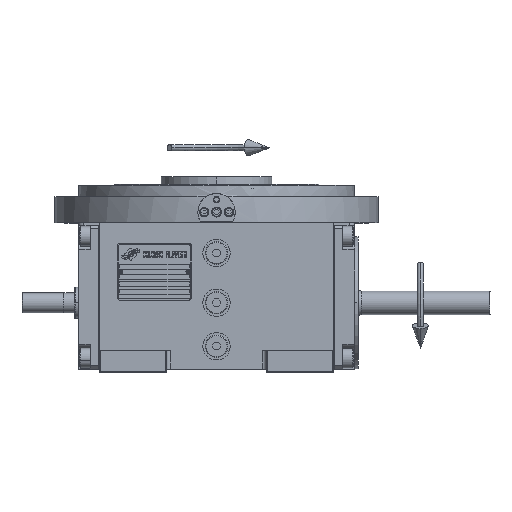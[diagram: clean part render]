
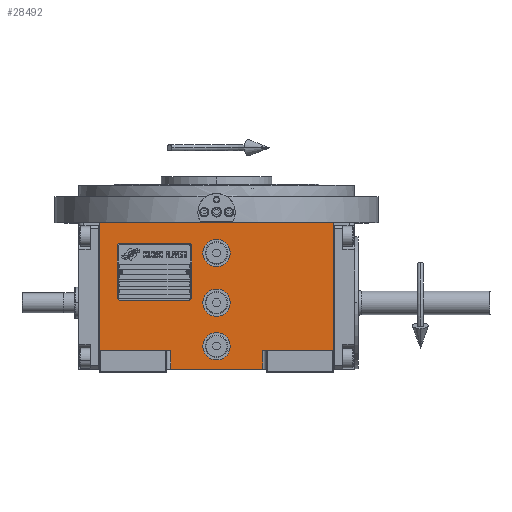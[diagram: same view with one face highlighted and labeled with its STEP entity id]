
A CAD part, top view. The second image highlights one B-rep face of the part: STEP entity #28492.
In plain terms, the highlighted planar face has unit normal (0, 0, 1).
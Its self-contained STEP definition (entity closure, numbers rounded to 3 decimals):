
#961 = CARTESIAN_POINT ( 'NONE',  ( -37., -53.5, 163.5 ) ) ;
#1000 = AXIS2_PLACEMENT_3D ( 'NONE', #29725, #34664, #52139 ) ;
#1326 = EDGE_CURVE ( 'NONE', #32152, #39331, #44011, .T. ) ;
#1514 = DIRECTION ( 'NONE',  ( -1., 0., 0. ) ) ;
#1797 = FACE_BOUND ( 'NONE', #21055, .T. ) ;
#1952 = CIRCLE ( 'NONE', #52123, 11. ) ;
#2648 = DIRECTION ( 'NONE',  ( 1., 0., 0. ) ) ;
#2876 = DIRECTION ( 'NONE',  ( 1., 0., 0. ) ) ;
#3673 = VERTEX_POINT ( 'NONE', #59629 ) ;
#4576 = EDGE_LOOP ( 'NONE', ( #6597, #35359 ) ) ;
#5509 = EDGE_CURVE ( 'NONE', #37469, #57073, #38093, .T. ) ;
#6308 = EDGE_CURVE ( 'NONE', #36880, #24517, #18580, .T. ) ;
#6597 = ORIENTED_EDGE ( 'NONE', *, *, #49307, .F. ) ;
#6712 = ORIENTED_EDGE ( 'NONE', *, *, #19345, .F. ) ;
#6956 = CARTESIAN_POINT ( 'NONE',  ( 94.5, 64.5, 163.5 ) ) ;
#7888 = DIRECTION ( 'NONE',  ( 0., 0., 1. ) ) ;
#8559 = EDGE_CURVE ( 'NONE', #23796, #49615, #33440, .T. ) ;
#9391 = ORIENTED_EDGE ( 'NONE', *, *, #1326, .F. ) ;
#11039 = VECTOR ( 'NONE', #16037, 1000. ) ;
#12040 = CARTESIAN_POINT ( 'NONE',  ( -37., -53.5, 163.5 ) ) ;
#12146 = AXIS2_PLACEMENT_3D ( 'NONE', #13566, #13225, #52063 ) ;
#12339 = AXIS2_PLACEMENT_3D ( 'NONE', #51287, #7888, #2648 ) ;
#12683 = CARTESIAN_POINT ( 'NONE',  ( 37., -38.5, 163.5 ) ) ;
#13037 = EDGE_CURVE ( 'NONE', #39331, #15838, #29242, .T. ) ;
#13225 = DIRECTION ( 'NONE',  ( 0., 0., 1. ) ) ;
#13566 = CARTESIAN_POINT ( 'NONE',  ( 0., -35., 163.5 ) ) ;
#13677 = FACE_BOUND ( 'NONE', #4576, .T. ) ;
#14036 = VERTEX_POINT ( 'NONE', #17522 ) ;
#14106 = CARTESIAN_POINT ( 'NONE',  ( 37., -38.5, 163.5 ) ) ;
#14250 = AXIS2_PLACEMENT_3D ( 'NONE', #53382, #36593, #51990 ) ;
#14341 = CIRCLE ( 'NONE', #12146, 11. ) ;
#15838 = VERTEX_POINT ( 'NONE', #6956 ) ;
#16037 = DIRECTION ( 'NONE',  ( 1., 0., 0. ) ) ;
#16110 = VECTOR ( 'NONE', #19271, 1000. ) ;
#16709 = ORIENTED_EDGE ( 'NONE', *, *, #6308, .F. ) ;
#17522 = CARTESIAN_POINT ( 'NONE',  ( -11., 40., 163.5 ) ) ;
#18004 = VECTOR ( 'NONE', #65382, 1000. ) ;
#18580 = LINE ( 'NONE', #29448, #16110 ) ;
#19061 = CARTESIAN_POINT ( 'NONE',  ( -37., -38.5, 163.5 ) ) ;
#19062 = ORIENTED_EDGE ( 'NONE', *, *, #24896, .T. ) ;
#19271 = DIRECTION ( 'NONE',  ( 0., 1., 0. ) ) ;
#19345 = EDGE_CURVE ( 'NONE', #49615, #23796, #49258, .T. ) ;
#19493 = EDGE_CURVE ( 'NONE', #14036, #3673, #19821, .T. ) ;
#19571 = ORIENTED_EDGE ( 'NONE', *, *, #43641, .F. ) ;
#19821 = CIRCLE ( 'NONE', #14250, 11. ) ;
#21055 = EDGE_LOOP ( 'NONE', ( #6712, #40477 ) ) ;
#23796 = VERTEX_POINT ( 'NONE', #47261 ) ;
#23802 = LINE ( 'NONE', #45181, #59115 ) ;
#24517 = VERTEX_POINT ( 'NONE', #19061 ) ;
#24896 = EDGE_CURVE ( 'NONE', #36880, #57073, #59676, .T. ) ;
#25209 = VERTEX_POINT ( 'NONE', #69084 ) ;
#25551 = ORIENTED_EDGE ( 'NONE', *, *, #62557, .T. ) ;
#27554 = CARTESIAN_POINT ( 'NONE',  ( 37., -38.5, 163.5 ) ) ;
#27942 = EDGE_CURVE ( 'NONE', #56760, #25209, #1952, .T. ) ;
#28492 = ADVANCED_FACE ( 'NONE', ( #1797, #13677, #35037, #56407 ), #51488, .T. ) ;
#29242 = LINE ( 'NONE', #29936, #63510 ) ;
#29392 = VECTOR ( 'NONE', #59435, 1000. ) ;
#29448 = CARTESIAN_POINT ( 'NONE',  ( -37., -53.5, 163.5 ) ) ;
#29725 = CARTESIAN_POINT ( 'NONE',  ( 0., 40., 163.5 ) ) ;
#29756 = DIRECTION ( 'NONE',  ( 0., 1., 0. ) ) ;
#29936 = CARTESIAN_POINT ( 'NONE',  ( -94.5, 64.5, 163.5 ) ) ;
#30259 = CARTESIAN_POINT ( 'NONE',  ( 94.5, -38.5, 163.5 ) ) ;
#32152 = VERTEX_POINT ( 'NONE', #67312 ) ;
#33440 = CIRCLE ( 'NONE', #48550, 11. ) ;
#33501 = ORIENTED_EDGE ( 'NONE', *, *, #42502, .T. ) ;
#34664 = DIRECTION ( 'NONE',  ( 0., 0., 1. ) ) ;
#35037 = FACE_BOUND ( 'NONE', #62334, .T. ) ;
#35359 = ORIENTED_EDGE ( 'NONE', *, *, #27942, .F. ) ;
#35383 = DIRECTION ( 'NONE',  ( 0., 0., 1. ) ) ;
#36593 = DIRECTION ( 'NONE',  ( 0., 0., 1. ) ) ;
#36731 = CARTESIAN_POINT ( 'NONE',  ( -94.5, 64.5, 163.5 ) ) ;
#36880 = VERTEX_POINT ( 'NONE', #961 ) ;
#37469 = VERTEX_POINT ( 'NONE', #14106 ) ;
#38093 = LINE ( 'NONE', #27554, #29392 ) ;
#38383 = EDGE_LOOP ( 'NONE', ( #19062, #59238, #45377, #25551, #47674, #9391, #33501, #16709 ) ) ;
#38395 = CARTESIAN_POINT ( 'NONE',  ( 11., 0., 163.5 ) ) ;
#39331 = VERTEX_POINT ( 'NONE', #36731 ) ;
#39552 = ORIENTED_EDGE ( 'NONE', *, *, #19493, .F. ) ;
#40041 = DIRECTION ( 'NONE',  ( 0., 0., 1. ) ) ;
#40477 = ORIENTED_EDGE ( 'NONE', *, *, #8559, .F. ) ;
#41344 = DIRECTION ( 'NONE',  ( 1., 0., 0. ) ) ;
#42332 = CIRCLE ( 'NONE', #1000, 11. ) ;
#42502 = EDGE_CURVE ( 'NONE', #32152, #24517, #64017, .T. ) ;
#43641 = EDGE_CURVE ( 'NONE', #3673, #14036, #42332, .T. ) ;
#44011 = LINE ( 'NONE', #44358, #18004 ) ;
#44252 = DIRECTION ( 'NONE',  ( 1., 0., 0. ) ) ;
#44358 = CARTESIAN_POINT ( 'NONE',  ( -94.5, -38.5, 163.5 ) ) ;
#44528 = VERTEX_POINT ( 'NONE', #30259 ) ;
#45181 = CARTESIAN_POINT ( 'NONE',  ( 94.5, -38.5, 163.5 ) ) ;
#45377 = ORIENTED_EDGE ( 'NONE', *, *, #56899, .T. ) ;
#47261 = CARTESIAN_POINT ( 'NONE',  ( -11., 0., 163.5 ) ) ;
#47674 = ORIENTED_EDGE ( 'NONE', *, *, #13037, .F. ) ;
#48550 = AXIS2_PLACEMENT_3D ( 'NONE', #49483, #48792, #1514 ) ;
#48695 = CARTESIAN_POINT ( 'NONE',  ( 37., -53.5, 163.5 ) ) ;
#48792 = DIRECTION ( 'NONE',  ( 0., 0., 1. ) ) ;
#49132 = CARTESIAN_POINT ( 'NONE',  ( -11., -35., 163.5 ) ) ;
#49258 = CIRCLE ( 'NONE', #12339, 11. ) ;
#49307 = EDGE_CURVE ( 'NONE', #25209, #56760, #14341, .T. ) ;
#49483 = CARTESIAN_POINT ( 'NONE',  ( 0., 0., 163.5 ) ) ;
#49615 = VERTEX_POINT ( 'NONE', #38395 ) ;
#51287 = CARTESIAN_POINT ( 'NONE',  ( 0., 0., 163.5 ) ) ;
#51488 = PLANE ( 'NONE',  #67835 ) ;
#51867 = VECTOR ( 'NONE', #2876, 1000. ) ;
#51990 = DIRECTION ( 'NONE',  ( -1., 0., 0. ) ) ;
#52063 = DIRECTION ( 'NONE',  ( 1., 0., 0. ) ) ;
#52123 = AXIS2_PLACEMENT_3D ( 'NONE', #65967, #40041, #67352 ) ;
#52139 = DIRECTION ( 'NONE',  ( 1., 0., 0. ) ) ;
#53382 = CARTESIAN_POINT ( 'NONE',  ( 0., 40., 163.5 ) ) ;
#56407 = FACE_OUTER_BOUND ( 'NONE', #38383, .T. ) ;
#56441 = VECTOR ( 'NONE', #44252, 1000. ) ;
#56577 = DIRECTION ( 'NONE',  ( 1., 0., 0. ) ) ;
#56760 = VERTEX_POINT ( 'NONE', #49132 ) ;
#56899 = EDGE_CURVE ( 'NONE', #37469, #44528, #65920, .T. ) ;
#57073 = VERTEX_POINT ( 'NONE', #48695 ) ;
#57735 = CARTESIAN_POINT ( 'NONE',  ( -94.5, -38.5, 163.5 ) ) ;
#58138 = CARTESIAN_POINT ( 'NONE',  ( -94.5, -53.5, 163.5 ) ) ;
#59115 = VECTOR ( 'NONE', #29756, 1000. ) ;
#59238 = ORIENTED_EDGE ( 'NONE', *, *, #5509, .F. ) ;
#59435 = DIRECTION ( 'NONE',  ( 0., -1., 0. ) ) ;
#59629 = CARTESIAN_POINT ( 'NONE',  ( 11., 40., 163.5 ) ) ;
#59676 = LINE ( 'NONE', #12040, #56441 ) ;
#62334 = EDGE_LOOP ( 'NONE', ( #19571, #39552 ) ) ;
#62557 = EDGE_CURVE ( 'NONE', #44528, #15838, #23802, .T. ) ;
#63510 = VECTOR ( 'NONE', #56577, 1000. ) ;
#64017 = LINE ( 'NONE', #57735, #11039 ) ;
#65382 = DIRECTION ( 'NONE',  ( 0., 1., 0. ) ) ;
#65920 = LINE ( 'NONE', #12683, #51867 ) ;
#65967 = CARTESIAN_POINT ( 'NONE',  ( 0., -35., 163.5 ) ) ;
#67312 = CARTESIAN_POINT ( 'NONE',  ( -94.5, -38.5, 163.5 ) ) ;
#67352 = DIRECTION ( 'NONE',  ( -1., 0., 0. ) ) ;
#67835 = AXIS2_PLACEMENT_3D ( 'NONE', #58138, #35383, #41344 ) ;
#69084 = CARTESIAN_POINT ( 'NONE',  ( 11., -35., 163.5 ) ) ;
